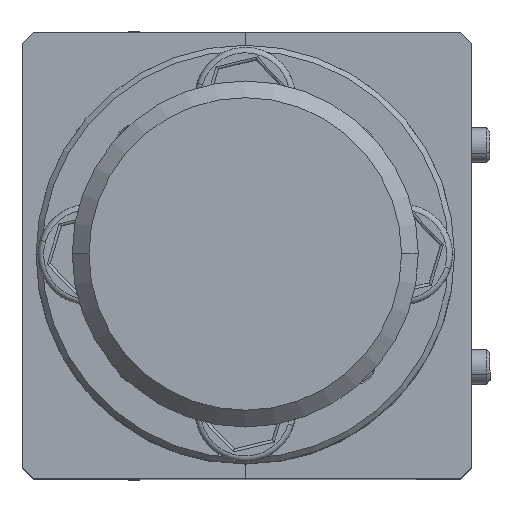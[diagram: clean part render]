
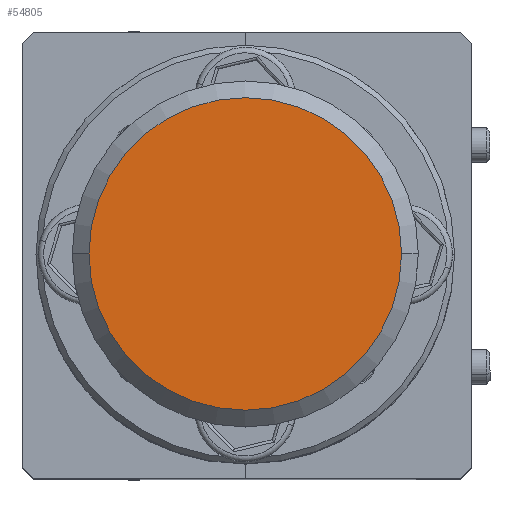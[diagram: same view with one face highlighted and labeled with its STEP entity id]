
A CAD part, top view. The second image highlights one B-rep face of the part: STEP entity #54805.
In plain terms, the highlighted planar face has unit normal (0, 0, 1).
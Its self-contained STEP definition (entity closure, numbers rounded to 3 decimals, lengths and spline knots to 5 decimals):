
#8204 = DIRECTION ( 'NONE',  ( 1., 0., 0. ) ) ;
#10132 = ORIENTED_EDGE ( 'NONE', *, *, #77143, .T. ) ;
#21399 = PLANE ( 'NONE',  #74615 ) ;
#28303 = CARTESIAN_POINT ( 'NONE',  ( 0., 0., 0. ) ) ;
#34912 = CIRCLE ( 'NONE', #61650, 0.28 ) ;
#38633 = AXIS2_PLACEMENT_3D ( 'NONE', #64256, #64799, #8204 ) ;
#40025 = DIRECTION ( 'NONE',  ( 0., 0., 1. ) ) ;
#41654 = CIRCLE ( 'NONE', #38633, 0.28 ) ;
#43341 = CARTESIAN_POINT ( 'NONE',  ( 0., 0., 0. ) ) ;
#44364 = CARTESIAN_POINT ( 'NONE',  ( -0.28, 0., 0. ) ) ;
#49021 = VERTEX_POINT ( 'NONE', #44364 ) ;
#54261 = DIRECTION ( 'NONE',  ( 0., 0., 1. ) ) ;
#54805 = ADVANCED_FACE ( 'NONE', ( #57572 ), #21399, .T. ) ;
#56878 = EDGE_LOOP ( 'NONE', ( #10132, #80732 ) ) ;
#57572 = FACE_OUTER_BOUND ( 'NONE', #56878, .T. ) ;
#57840 = EDGE_CURVE ( 'NONE', #63412, #49021, #34912, .T. ) ;
#61650 = AXIS2_PLACEMENT_3D ( 'NONE', #43341, #54261, #66844 ) ;
#63412 = VERTEX_POINT ( 'NONE', #66424 ) ;
#64256 = CARTESIAN_POINT ( 'NONE',  ( 0., 0., 0. ) ) ;
#64799 = DIRECTION ( 'NONE',  ( 0., 0., 1. ) ) ;
#66424 = CARTESIAN_POINT ( 'NONE',  ( 0.28, 0., 0. ) ) ;
#66844 = DIRECTION ( 'NONE',  ( 1., 0., 0. ) ) ;
#74615 = AXIS2_PLACEMENT_3D ( 'NONE', #28303, #40025, #77427 ) ;
#77143 = EDGE_CURVE ( 'NONE', #49021, #63412, #41654, .T. ) ;
#77427 = DIRECTION ( 'NONE',  ( 1., 0., 0. ) ) ;
#80732 = ORIENTED_EDGE ( 'NONE', *, *, #57840, .T. ) ;
